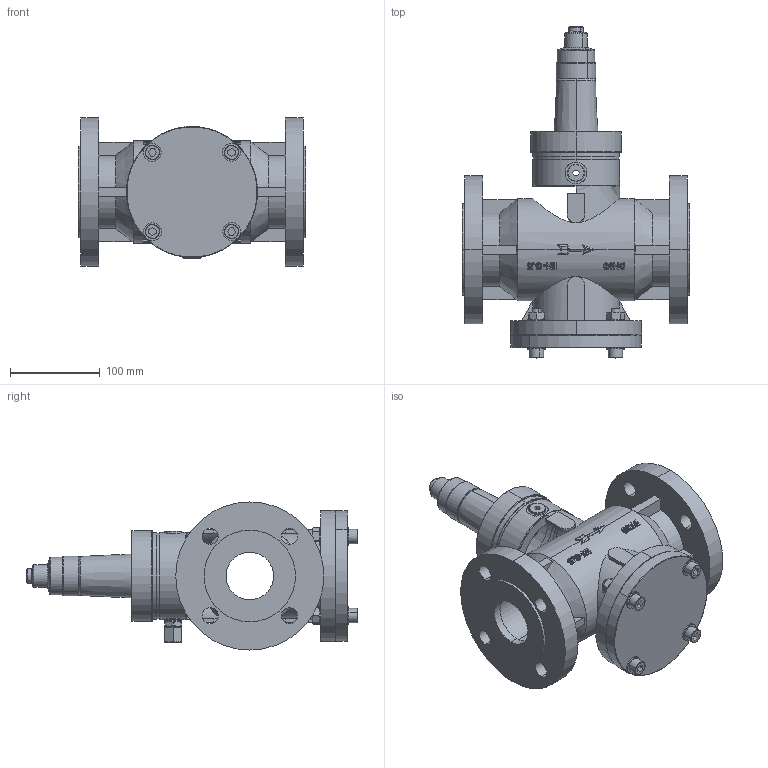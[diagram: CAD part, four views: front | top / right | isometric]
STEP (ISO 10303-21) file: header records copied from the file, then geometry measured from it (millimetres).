
FILE_DESCRIPTION (( 'STEP AP203' ), '1' );
FILE_NAME ('SLH50F.STEP', '2023-10-13T12:42:30', ( '' ), ( '' ), 'SwSTEP 2.0', 'SolidWorks 2018', '' );
FILE_SCHEMA (( 'CONFIG_CONTROL_DESIGN' ));
Products named in the file (1): SLH50F
Bounding box: 254 x 369.8 x 165 mm (x, y, z)
Surface area: 314518.9 mm2 (no closed solid volume)
Topology: 0 solids, 38 shells, 741 faces, 2016 edges, 1322 vertices
Faces by surface type: plane 322, cylinder 179, bspline 144, torus 50, cone 46
Entity records: 42637 total; most frequent: CARTESIAN_POINT 25269, ORIENTED_EDGE 3653, DIRECTION 3131, EDGE_CURVE 2016, VERTEX_POINT 1322, AXIS2_PLACEMENT_3D 1173, EDGE_LOOP 846, VECTOR 785
